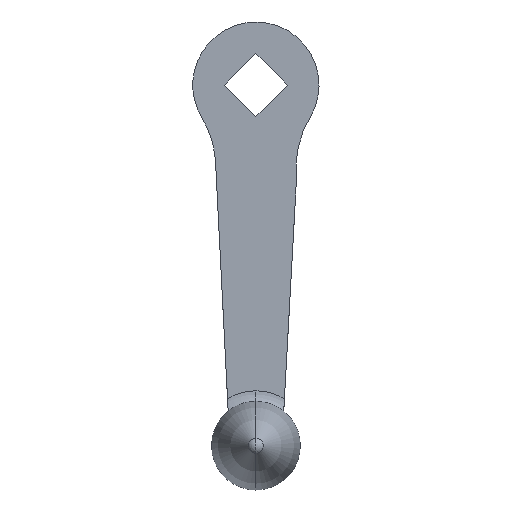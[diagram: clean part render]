
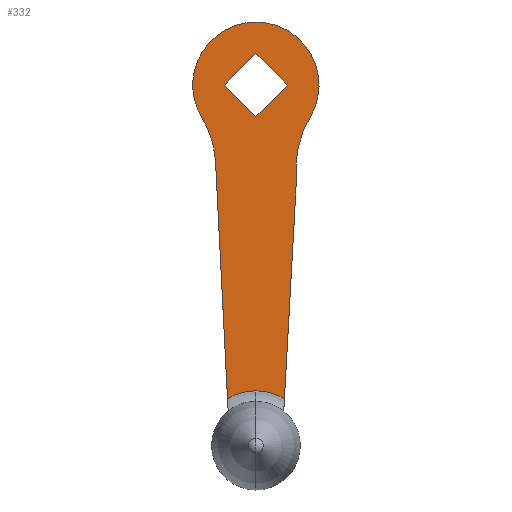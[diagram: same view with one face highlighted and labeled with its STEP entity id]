
A CAD part, front view. The second image highlights one B-rep face of the part: STEP entity #332.
In plain terms, the highlighted planar face has unit normal (0, -1, 0).
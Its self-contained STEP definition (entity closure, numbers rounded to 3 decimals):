
#244=EDGE_CURVE('',#260,#412,#582,.T.);
#250=VERTEX_POINT('',#589);
#260=VERTEX_POINT('',#599);
#268=VERTEX_POINT('',#607);
#320=VERTEX_POINT('',#664);
#332=ADVANCED_FACE('',(#677,#678),#679,.F.);
#342=EDGE_CURVE('',#480,#412,#691,.T.);
#400=VERTEX_POINT('',#759);
#412=VERTEX_POINT('',#774);
#414=EDGE_CURVE('',#268,#320,#776,.T.);
#416=EDGE_CURVE('',#448,#434,#778,.T.);
#424=EDGE_CURVE('',#250,#480,#787,.T.);
#426=EDGE_CURVE('',#434,#440,#789,.T.);
#432=EDGE_CURVE('',#440,#466,#795,.T.);
#434=VERTEX_POINT('',#797);
#440=VERTEX_POINT('',#804);
#448=VERTEX_POINT('',#813);
#450=EDGE_CURVE('',#466,#448,#815,.T.);
#464=EDGE_CURVE('',#250,#400,#832,.T.);
#466=VERTEX_POINT('',#834);
#474=EDGE_CURVE('',#400,#492,#842,.T.);
#480=VERTEX_POINT('',#849);
#488=EDGE_CURVE('',#492,#268,#858,.T.);
#492=VERTEX_POINT('',#863);
#498=EDGE_CURVE('',#320,#260,#871,.T.);
#582=LINE('',#979,#980);
#589=CARTESIAN_POINT('',(-6.299,-24.0,-69.591));
#599=CARTESIAN_POINT('',(9.,-24.0,-20.821));
#607=CARTESIAN_POINT('',(-12.008,-24.0,7.198));
#664=CARTESIAN_POINT('',(12.008,-24.0,-7.198));
#677=FACE_OUTER_BOUND('',#1099,.T.);
#678=FACE_BOUND('',#1100,.T.);
#679=PLANE('',#1101);
#691=CIRCLE('',#1117,12.167);
#759=CARTESIAN_POINT('',(-9.,-24.0,-16.195));
#774=CARTESIAN_POINT('',(6.323,-24.0,-69.606));
#776=CIRCLE('',#1241,14.0);
#778=LINE('',#1244,#1245);
#787=CIRCLE('',#1255,12.167);
#789=LINE('',#1258,#1259);
#795=LINE('',#1268,#1269);
#797=CARTESIAN_POINT('',(7.071,-24.0,0.));
#804=CARTESIAN_POINT('',(0.0,-24.0,7.071));
#813=CARTESIAN_POINT('',(0.0,-24.0,-7.071));
#815=LINE('',#1292,#1293);
#832=LINE('',#1332,#1333);
#834=CARTESIAN_POINT('',(-7.071,-24.0,0.));
#842=CIRCLE('',#1346,22.);
#849=CARTESIAN_POINT('',(0.,-24.0,-67.833));
#858=CIRCLE('',#1365,14.0);
#863=CARTESIAN_POINT('',(-12.008,-24.0,-7.198));
#871=CIRCLE('',#1379,22.0);
#979=CARTESIAN_POINT('',(9.114,-24.0,-18.747));
#980=VECTOR('',#1443,1.0);
#1099=EDGE_LOOP('',(#1541,#1542,#1543,#1544,#1545,#1546,#1547,#1548));
#1100=EDGE_LOOP('',(#1549,#1550,#1551,#1552));
#1101=AXIS2_PLACEMENT_3D('',#1553,#1554,#1555);
#1117=AXIS2_PLACEMENT_3D('',#1578,#1579,#1580);
#1241=AXIS2_PLACEMENT_3D('',#1704,#1705,#1706);
#1244=CARTESIAN_POINT('',(1.262,-24.0,-5.809));
#1245=VECTOR('',#1707,1.0);
#1255=AXIS2_PLACEMENT_3D('',#1716,#1717,#1718);
#1258=CARTESIAN_POINT('',(5.809,-24.0,1.262));
#1259=VECTOR('',#1719,1.0);
#1268=CARTESIAN_POINT('',(-9.345,-24.0,-2.274));
#1269=VECTOR('',#1726,1.0);
#1292=CARTESIAN_POINT('',(2.274,-24.0,-9.345));
#1293=VECTOR('',#1749,1.0);
#1332=CARTESIAN_POINT('',(-7.489,-24.0,-46.06));
#1333=VECTOR('',#1771,1.0);
#1346=AXIS2_PLACEMENT_3D('',#1778,#1779,#1780);
#1365=AXIS2_PLACEMENT_3D('',#1799,#1800,#1801);
#1379=AXIS2_PLACEMENT_3D('',#1823,#1824,#1825);
#1443=DIRECTION('',(-0.055,0.0,-0.998));
#1541=ORIENTED_EDGE('',*,*,#464,.F.);
#1542=ORIENTED_EDGE('',*,*,#424,.T.);
#1543=ORIENTED_EDGE('',*,*,#342,.T.);
#1544=ORIENTED_EDGE('',*,*,#244,.F.);
#1545=ORIENTED_EDGE('',*,*,#498,.F.);
#1546=ORIENTED_EDGE('',*,*,#414,.F.);
#1547=ORIENTED_EDGE('',*,*,#488,.F.);
#1548=ORIENTED_EDGE('',*,*,#474,.F.);
#1549=ORIENTED_EDGE('',*,*,#450,.F.);
#1550=ORIENTED_EDGE('',*,*,#432,.F.);
#1551=ORIENTED_EDGE('',*,*,#426,.F.);
#1552=ORIENTED_EDGE('',*,*,#416,.F.);
#1553=CARTESIAN_POINT('',(0.,-24.0,-16.167));
#1554=DIRECTION('',(-0.0,1.0,0.0));
#1555=DIRECTION('',(0.,0.0,1.0));
#1578=CARTESIAN_POINT('',(0.0,-24.0,-80.0));
#1579=DIRECTION('',(-0.0,1.0,0.0));
#1580=DIRECTION('',(0.,0.0,1.0));
#1704=CARTESIAN_POINT('',(0.0,-24.0,0.));
#1705=DIRECTION('',(0.0,1.0,0.0));
#1706=DIRECTION('',(0.858,0.0,-0.514));
#1707=DIRECTION('',(0.707,0.0,0.707));
#1716=CARTESIAN_POINT('',(0.0,-24.0,-80.0));
#1717=DIRECTION('',(-0.0,1.0,0.0));
#1718=DIRECTION('',(0.,0.0,1.0));
#1719=DIRECTION('',(-0.707,0.0,0.707));
#1726=DIRECTION('',(-0.707,0.0,-0.707));
#1749=DIRECTION('',(0.707,0.0,-0.707));
#1771=DIRECTION('',(-0.051,0.0,0.999));
#1778=CARTESIAN_POINT('',(-30.878,-24.0,-18.508));
#1779=DIRECTION('',(0.0,-1.0,0.0));
#1780=DIRECTION('',(0.858,0.0,0.514));
#1799=CARTESIAN_POINT('',(0.0,-24.0,0.));
#1800=DIRECTION('',(0.0,1.0,0.0));
#1801=DIRECTION('',(0.858,0.0,-0.514));
#1823=CARTESIAN_POINT('',(30.878,-24.0,-18.508));
#1824=DIRECTION('',(0.0,-1.0,-0.0));
#1825=DIRECTION('',(-0.994,0.0,-0.105));
